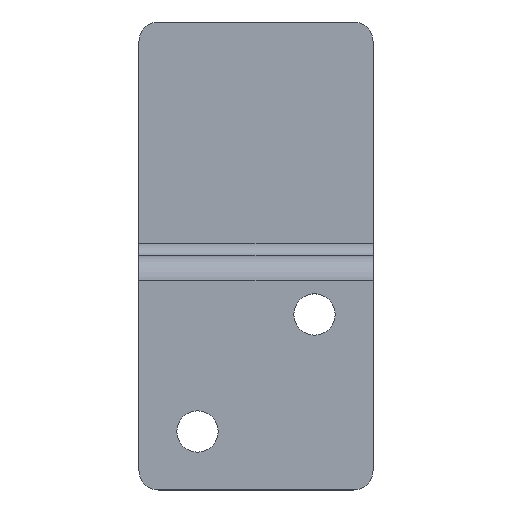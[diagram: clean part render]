
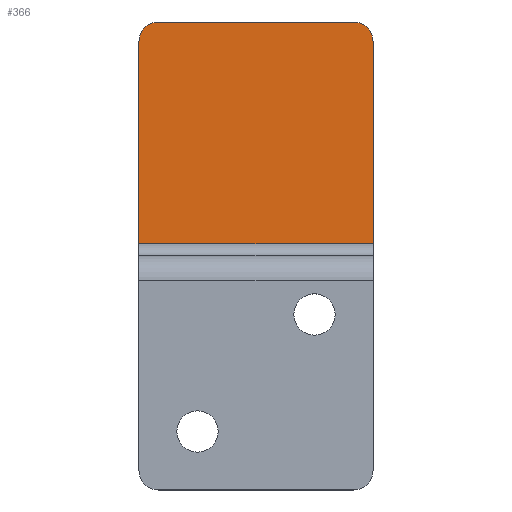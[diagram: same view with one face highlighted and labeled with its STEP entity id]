
A CAD part, top view. The second image highlights one B-rep face of the part: STEP entity #366.
In plain terms, the highlighted planar face has unit normal (0, 0, 1).
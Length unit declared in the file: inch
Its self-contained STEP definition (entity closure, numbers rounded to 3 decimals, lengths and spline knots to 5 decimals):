
#17=LINE('',#575,#49);
#19=LINE('',#581,#51);
#20=LINE('',#583,#52);
#21=LINE('',#585,#53);
#49=VECTOR('',#461,39.37008);
#51=VECTOR('',#467,39.37008);
#52=VECTOR('',#468,39.37008);
#53=VECTOR('',#469,39.37008);
#80=PLANE('',#410);
#98=FACE_OUTER_BOUND('',#120,.T.);
#120=EDGE_LOOP('',(#257,#258,#259,#260,#261,#262));
#145=CIRCLE('',#411,0.125);
#146=CIRCLE('',#412,0.125);
#167=VERTEX_POINT('',#572);
#168=VERTEX_POINT('',#574);
#169=VERTEX_POINT('',#578);
#170=VERTEX_POINT('',#580);
#171=VERTEX_POINT('',#582);
#172=VERTEX_POINT('',#584);
#203=EDGE_CURVE('',#168,#167,#17,.T.);
#205=EDGE_CURVE('',#167,#169,#145,.T.);
#206=EDGE_CURVE('',#169,#170,#19,.T.);
#207=EDGE_CURVE('',#170,#171,#20,.T.);
#208=EDGE_CURVE('',#172,#171,#21,.T.);
#209=EDGE_CURVE('',#172,#168,#146,.T.);
#257=ORIENTED_EDGE('',*,*,#203,.T.);
#258=ORIENTED_EDGE('',*,*,#205,.T.);
#259=ORIENTED_EDGE('',*,*,#206,.T.);
#260=ORIENTED_EDGE('',*,*,#207,.T.);
#261=ORIENTED_EDGE('',*,*,#208,.F.);
#262=ORIENTED_EDGE('',*,*,#209,.T.);
#366=ADVANCED_FACE('',(#98),#80,.F.);
#410=AXIS2_PLACEMENT_3D('',#577,#463,#464);
#411=AXIS2_PLACEMENT_3D('',#579,#465,#466);
#412=AXIS2_PLACEMENT_3D('',#586,#470,#471);
#461=DIRECTION('',(-1.,0.,0.));
#463=DIRECTION('center_axis',(0.,0.,-1.));
#464=DIRECTION('ref_axis',(0.,1.,0.));
#465=DIRECTION('center_axis',(0.,0.,1.));
#466=DIRECTION('ref_axis',(0.,1.,0.));
#467=DIRECTION('',(0.,-1.,0.));
#468=DIRECTION('',(1.,0.,0.));
#469=DIRECTION('',(0.,-1.,0.));
#470=DIRECTION('center_axis',(0.,0.,1.));
#471=DIRECTION('ref_axis',(0.,1.,0.));
#572=CARTESIAN_POINT('',(0.125,0.,0.));
#574=CARTESIAN_POINT('',(1.375,0.,0.));
#575=CARTESIAN_POINT('',(1.5,0.,0.));
#577=CARTESIAN_POINT('Origin',(1.5,0.,0.));
#578=CARTESIAN_POINT('',(0.,-0.125,0.));
#579=CARTESIAN_POINT('Origin',(0.125,-0.125,0.));
#580=CARTESIAN_POINT('',(0.,-1.42,0.));
#581=CARTESIAN_POINT('',(0.,0.,0.));
#582=CARTESIAN_POINT('',(1.5,-1.42,0.));
#583=CARTESIAN_POINT('',(1.5,-1.42,0.));
#584=CARTESIAN_POINT('',(1.5,-0.125,0.));
#585=CARTESIAN_POINT('',(1.5,0.,0.));
#586=CARTESIAN_POINT('Origin',(1.375,-0.125,0.));
